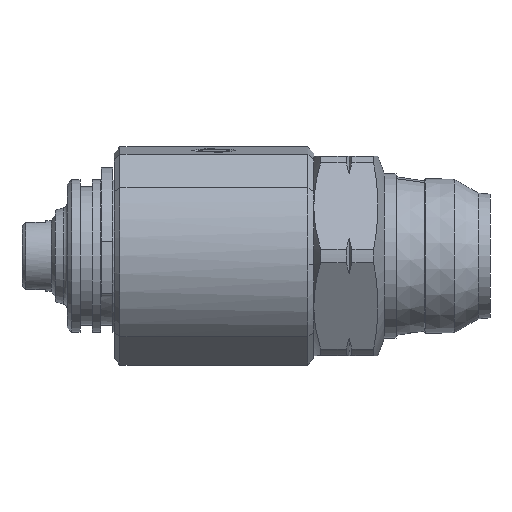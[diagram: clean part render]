
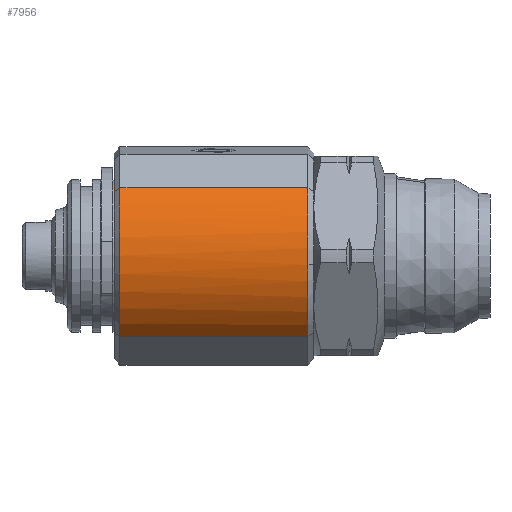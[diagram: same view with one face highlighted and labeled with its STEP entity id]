
A CAD part, left-side view. The second image highlights one B-rep face of the part: STEP entity #7956.
In plain terms, the highlighted cylindrical face has radius 9 mm (diameter 18 mm), a partial arc.
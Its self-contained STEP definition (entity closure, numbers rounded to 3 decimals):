
#532 = AXIS2_PLACEMENT_3D ( 'NONE', #5235, #5236, #5237 ) ;
#566 = AXIS2_PLACEMENT_3D ( 'NONE', #3449, #3451, #3453 ) ;
#567 = AXIS2_PLACEMENT_3D ( 'NONE', #3460, #3462, #3464 ) ;
#742 = VERTEX_POINT ( 'NONE', #5313 ) ;
#745 = VERTEX_POINT ( 'NONE', #5310 ) ;
#1144 = DIRECTION ( 'NONE',  ( 0.996, 0., 0.084 ) ) ;
#1145 = CARTESIAN_POINT ( 'NONE',  ( 0., 33., 0. ) ) ;
#1146 = DIRECTION ( 'NONE',  ( 0., -1., 0. ) ) ;
#1792 = CIRCLE ( 'NONE', #532, 9. ) ;
#1969 = CIRCLE ( 'NONE', #567, 9. ) ;
#1973 = LINE ( 'NONE', #3437, #1976 ) ;
#1976 = VECTOR ( 'NONE', #3439, 1000. ) ;
#1977 = CIRCLE ( 'NONE', #566, 9. ) ;
#1979 = LINE ( 'NONE', #3426, #1981 ) ;
#1981 = VECTOR ( 'NONE', #3402, 1000. ) ;
#2484 = EDGE_CURVE ( 'NONE', #742, #745, #1792, .T. ) ;
#3402 = DIRECTION ( 'NONE',  ( 0., -1., 0. ) ) ;
#3426 = CARTESIAN_POINT ( 'NONE',  ( -6.875, 33., 5.808 ) ) ;
#3437 = CARTESIAN_POINT ( 'NONE',  ( -5.808, 33., -6.875 ) ) ;
#3439 = DIRECTION ( 'NONE',  ( 0., -1., 0. ) ) ;
#3449 = CARTESIAN_POINT ( 'NONE',  ( 0., 15.5, 0. ) ) ;
#3451 = DIRECTION ( 'NONE',  ( 0., 1., 0. ) ) ;
#3453 = DIRECTION ( 'NONE',  ( -0.996, 0., -0.084 ) ) ;
#3460 = CARTESIAN_POINT ( 'NONE',  ( 0., 31.5, 0. ) ) ;
#3462 = DIRECTION ( 'NONE',  ( 0., -1., 0. ) ) ;
#3464 = DIRECTION ( 'NONE',  ( 0.996, 0., 0.084 ) ) ;
#4494 = ORIENTED_EDGE ( 'NONE', *, *, #5903, .T. ) ;
#4495 = ORIENTED_EDGE ( 'NONE', *, *, #2484, .T. ) ;
#4496 = ORIENTED_EDGE ( 'NONE', *, *, #5905, .T. ) ;
#4497 = ORIENTED_EDGE ( 'NONE', *, *, #5906, .F. ) ;
#4498 = ORIENTED_EDGE ( 'NONE', *, *, #5907, .T. ) ;
#5235 = CARTESIAN_POINT ( 'NONE',  ( 0., 15.5, 0. ) ) ;
#5236 = DIRECTION ( 'NONE',  ( 0., 1., 0. ) ) ;
#5237 = DIRECTION ( 'NONE',  ( -0.996, 0., -0.084 ) ) ;
#5310 = CARTESIAN_POINT ( 'NONE',  ( -8.968, 15.5, -0.755 ) ) ;
#5313 = CARTESIAN_POINT ( 'NONE',  ( -5.808, 15.5, -6.875 ) ) ;
#5499 = CARTESIAN_POINT ( 'NONE',  ( -6.875, 15.5, 5.808 ) ) ;
#5506 = CARTESIAN_POINT ( 'NONE',  ( -6.875, 31.5, 5.808 ) ) ;
#5507 = CARTESIAN_POINT ( 'NONE',  ( -5.808, 31.5, -6.875 ) ) ;
#5903 = EDGE_CURVE ( 'NONE', #7396, #742, #1973, .T. ) ;
#5905 = EDGE_CURVE ( 'NONE', #745, #7388, #1977, .T. ) ;
#5906 = EDGE_CURVE ( 'NONE', #7395, #7388, #1979, .T. ) ;
#5907 = EDGE_CURVE ( 'NONE', #7395, #7396, #1969, .T. ) ;
#6195 = FACE_OUTER_BOUND ( 'NONE', #6799, .T. ) ;
#6200 = CYLINDRICAL_SURFACE ( 'NONE', #8637, 9. ) ;
#6799 = EDGE_LOOP ( 'NONE', ( #4494, #4495, #4496, #4497, #4498 ) ) ;
#7388 = VERTEX_POINT ( 'NONE', #5499 ) ;
#7395 = VERTEX_POINT ( 'NONE', #5506 ) ;
#7396 = VERTEX_POINT ( 'NONE', #5507 ) ;
#7956 = ADVANCED_FACE ( 'NONE', ( #6195 ), #6200, .T. ) ;
#8637 = AXIS2_PLACEMENT_3D ( 'NONE', #1145, #1146, #1144 ) ;
